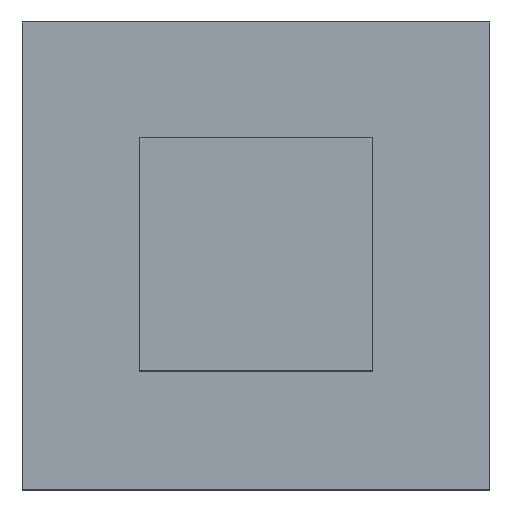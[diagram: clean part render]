
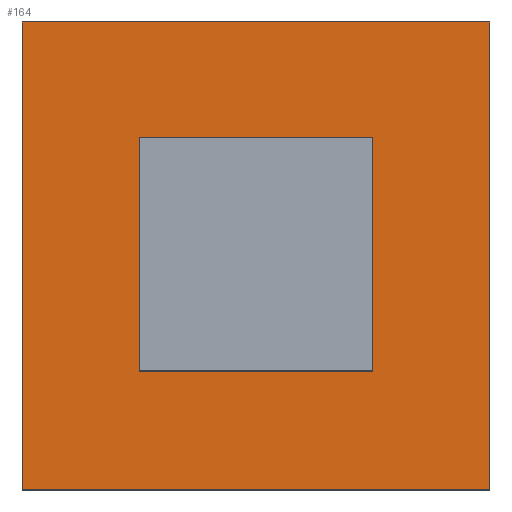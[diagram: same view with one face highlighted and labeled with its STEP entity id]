
A CAD part, top view. The second image highlights one B-rep face of the part: STEP entity #164.
In plain terms, the highlighted planar face has unit normal (0, 0, 1).
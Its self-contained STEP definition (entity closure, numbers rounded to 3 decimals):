
#146=AXIS2_PLACEMENT_3D('Plane Axis2P3D',#143,#144,#145) ;
#46=CARTESIAN_POINT('Line Origine',(0.,-50.,50.)) ;
#50=CARTESIAN_POINT('Vertex',(-50.,-50.,50.)) ;
#52=CARTESIAN_POINT('Vertex',(50.,-50.,50.)) ;
#121=CARTESIAN_POINT('Vertex',(-50.,50.,50.)) ;
#124=CARTESIAN_POINT('Line Origine',(0.,50.,50.)) ;
#128=CARTESIAN_POINT('Vertex',(50.,50.,50.)) ;
#143=CARTESIAN_POINT('Axis2P3D Location',(0.,-50.,50.)) ;
#148=CARTESIAN_POINT('Line Origine',(-50.,0.,50.)) ;
#153=CARTESIAN_POINT('Line Origine',(50.,0.,50.)) ;
#47=DIRECTION('Vector Direction',(1.,0.,0.)) ;
#125=DIRECTION('Vector Direction',(1.,0.,0.)) ;
#144=DIRECTION('Axis2P3D Direction',(0.,0.,-1.)) ;
#145=DIRECTION('Axis2P3D XDirection',(0.,1.,0.)) ;
#149=DIRECTION('Vector Direction',(0.,1.,0.)) ;
#154=DIRECTION('Vector Direction',(0.,1.,0.)) ;
#48=VECTOR('Line Direction',#47,1.) ;
#126=VECTOR('Line Direction',#125,1.) ;
#150=VECTOR('Line Direction',#149,1.) ;
#155=VECTOR('Line Direction',#154,1.) ;
#159=ORIENTED_EDGE('',*,*,#130,.F.) ;
#160=ORIENTED_EDGE('',*,*,#152,.T.) ;
#161=ORIENTED_EDGE('',*,*,#54,.T.) ;
#162=ORIENTED_EDGE('',*,*,#157,.F.) ;
#164=ADVANCED_FACE('PartBody',(#163),#147,.F.) ;
#54=EDGE_CURVE('',#51,#53,#49,.T.) ;
#130=EDGE_CURVE('',#122,#129,#127,.T.) ;
#152=EDGE_CURVE('',#122,#51,#151,.F.) ;
#157=EDGE_CURVE('',#129,#53,#156,.F.) ;
#158=EDGE_LOOP('',(#159,#160,#161,#162)) ;
#163=FACE_OUTER_BOUND('',#158,.T.) ;
#49=LINE('Line',#46,#48) ;
#127=LINE('Line',#124,#126) ;
#151=LINE('Line',#148,#150) ;
#156=LINE('Line',#153,#155) ;
#147=PLANE('Plane',#146) ;
#51=VERTEX_POINT('',#50) ;
#53=VERTEX_POINT('',#52) ;
#122=VERTEX_POINT('',#121) ;
#129=VERTEX_POINT('',#128) ;
